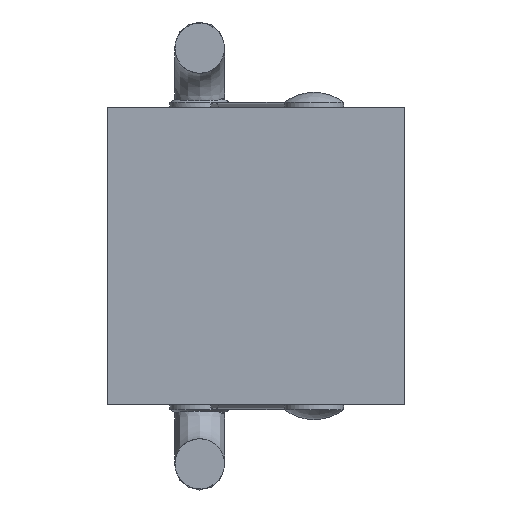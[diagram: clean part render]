
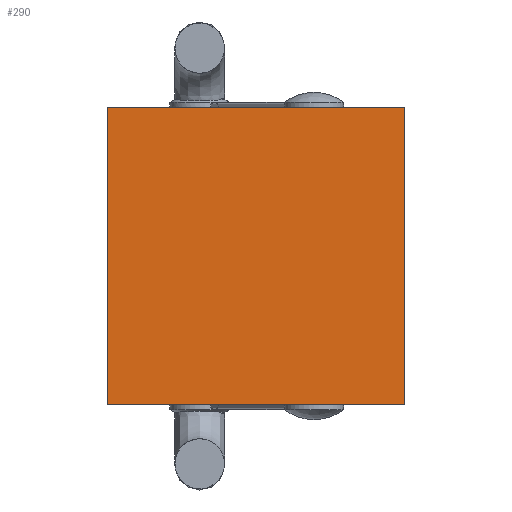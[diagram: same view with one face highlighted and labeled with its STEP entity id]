
A CAD part, front view. The second image highlights one B-rep face of the part: STEP entity #290.
In plain terms, the highlighted planar face has unit normal (0, -1, 0).
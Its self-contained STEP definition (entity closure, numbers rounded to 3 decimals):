
#37 = ORIENTED_EDGE ( 'NONE', *, *, #1150, .T. ) ;
#51 = ORIENTED_EDGE ( 'NONE', *, *, #1154, .T. ) ;
#52 = ORIENTED_EDGE ( 'NONE', *, *, #1144, .T. ) ;
#53 = ORIENTED_EDGE ( 'NONE', *, *, #1140, .T. ) ;
#290 = ADVANCED_FACE ( 'NONE', ( #2867 ), #3232, .F. ) ;
#1140 = EDGE_CURVE ( 'NONE', #1185, #1187, #4507, .T. ) ;
#1144 = EDGE_CURVE ( 'NONE', #1192, #1185, #4506, .T. ) ;
#1150 = EDGE_CURVE ( 'NONE', #1191, #1192, #4519, .T. ) ;
#1154 = EDGE_CURVE ( 'NONE', #1187, #1191, #5682, .T. ) ;
#1185 = VERTEX_POINT ( 'NONE', #5728 ) ;
#1187 = VERTEX_POINT ( 'NONE', #5735 ) ;
#1191 = VERTEX_POINT ( 'NONE', #5742 ) ;
#1192 = VERTEX_POINT ( 'NONE', #5743 ) ;
#2867 = FACE_OUTER_BOUND ( 'NONE', #3504, .T. ) ;
#3232 = PLANE ( 'NONE',  #3316 ) ;
#3316 = AXIS2_PLACEMENT_3D ( 'NONE', #3519, #3520, #3521 ) ;
#3504 = EDGE_LOOP ( 'NONE', ( #51, #37, #52, #53 ) ) ;
#3519 = CARTESIAN_POINT ( 'NONE',  ( 0., -0.51, 0. ) ) ;
#3520 = DIRECTION ( 'NONE',  ( 0., 1., 0. ) ) ;
#3521 = DIRECTION ( 'NONE',  ( 0., 0., 1. ) ) ;
#4506 = LINE ( 'NONE', #5648, #4509 ) ;
#4507 = LINE ( 'NONE', #5628, #4508 ) ;
#4508 = VECTOR ( 'NONE', #5630, 1000. ) ;
#4509 = VECTOR ( 'NONE', #5649, 1000. ) ;
#4519 = LINE ( 'NONE', #5662, #4522 ) ;
#4522 = VECTOR ( 'NONE', #5663, 1000. ) ;
#5628 = CARTESIAN_POINT ( 'NONE',  ( 1.5, -0.51, 1.5 ) ) ;
#5630 = DIRECTION ( 'NONE',  ( -1., 0., 0. ) ) ;
#5648 = CARTESIAN_POINT ( 'NONE',  ( 1.5, -0.51, 1.5 ) ) ;
#5649 = DIRECTION ( 'NONE',  ( 0., 0., 1. ) ) ;
#5660 = CARTESIAN_POINT ( 'NONE',  ( -1.5, -0.51, 1.5 ) ) ;
#5662 = CARTESIAN_POINT ( 'NONE',  ( 1.5, -0.51, -1.5 ) ) ;
#5663 = DIRECTION ( 'NONE',  ( 1., 0., 0. ) ) ;
#5670 = DIRECTION ( 'NONE',  ( 0., 0., -1. ) ) ;
#5682 = LINE ( 'NONE', #5660, #5683 ) ;
#5683 = VECTOR ( 'NONE', #5670, 1000. ) ;
#5728 = CARTESIAN_POINT ( 'NONE',  ( 1.5, -0.51, 1.5 ) ) ;
#5735 = CARTESIAN_POINT ( 'NONE',  ( -1.5, -0.51, 1.5 ) ) ;
#5742 = CARTESIAN_POINT ( 'NONE',  ( -1.5, -0.51, -1.5 ) ) ;
#5743 = CARTESIAN_POINT ( 'NONE',  ( 1.5, -0.51, -1.5 ) ) ;
